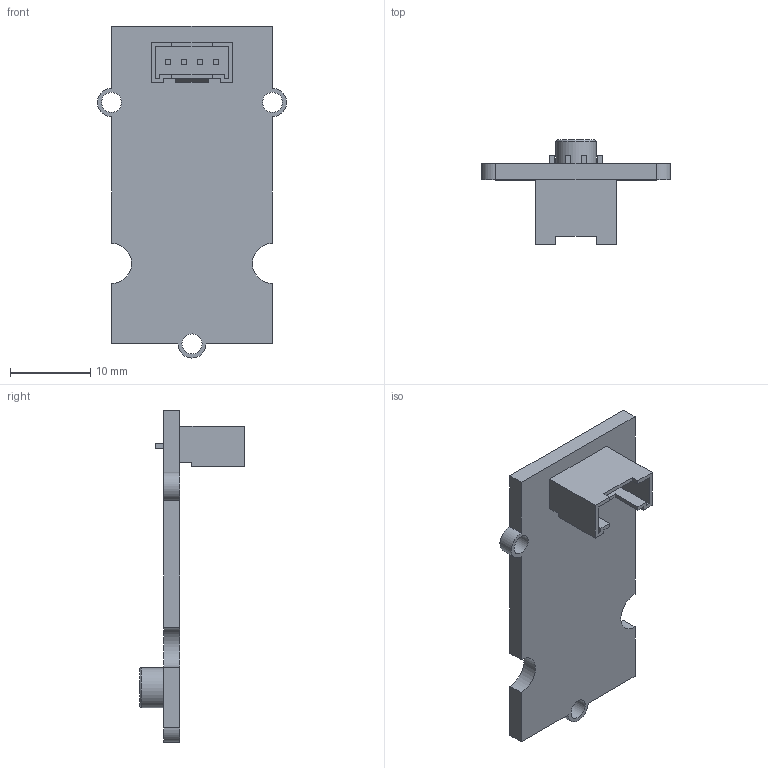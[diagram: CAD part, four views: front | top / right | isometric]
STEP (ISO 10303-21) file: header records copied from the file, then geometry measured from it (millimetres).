
FILE_DESCRIPTION(/* description */ (''),/* implementation_level */ '2;1');
FILE_NAME(/* name */ 'Grove infrared digital temperature sensor.step',/* time_stamp */ '2023-11-10T10:21:04+01:00',/* author */ (''),/* organization */ (''),/* preprocessor_version */ 'ST-DEVELOPER v20',/* originating_system */ 'Autodesk Translation Framework v12.14.0.127',/* authorisation */ '');
FILE_SCHEMA (('AUTOMOTIVE_DESIGN { 1 0 10303 214 3 1 1 }'));
Length unit declared in the file: millimetre
Products named in the file (1): Grove infrared digital temperature sensor
Bounding box: 23.5 x 13 x 41.25 mm (x, y, z)
Volume: 1756 mm3; surface area: 2318.1 mm2
Topology: 1 solids, 1 shells, 96 faces, 247 edges, 164 vertices
Faces by surface type: plane 85, cylinder 10, torus 1
Full cylindrical faces by diameter (mm): 1.5 x1, 2.5 x3, 5 x1
Entity records: 2966 total; most frequent: CARTESIAN_POINT 508, ORIENTED_EDGE 494, DIRECTION 464, EDGE_CURVE 247, LINE 224, VECTOR 224, VERTEX_POINT 164, AXIS2_PLACEMENT_3D 120
